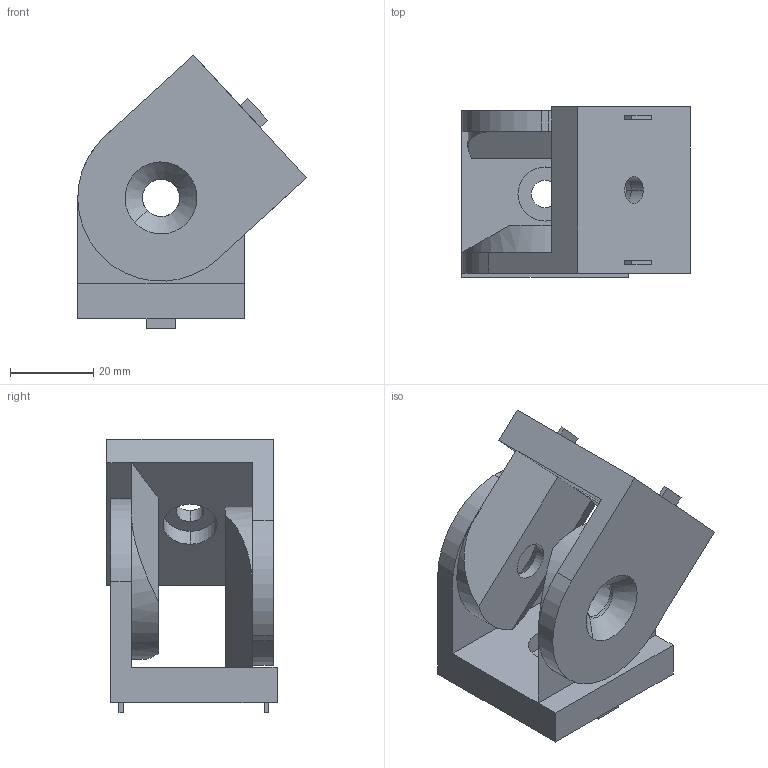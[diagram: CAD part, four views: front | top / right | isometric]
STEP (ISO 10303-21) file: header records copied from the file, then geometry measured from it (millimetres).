
FILE_DESCRIPTION (( 'STEP AP214' ), '1' );
FILE_NAME ('CMLTOA-M6-00.STEP', '2018-10-03T02:08:54', ( '' ), ( '' ), 'SwSTEP 2.0', 'SolidWorks 2018', '' );
FILE_SCHEMA (( 'AUTOMOTIVE_DESIGN' ));
Length unit declared in the file: millimetre
Products named in the file (2): JOIN-BRACKET; CMLTOA-M6-00
Assembly tree (2 placements, depth 2):
  CMLTOA-M6-00
    JOIN-BRACKET  x2
Bounding box: 54.9 x 40.9 x 65.84 mm (x, y, z)
Volume: 50958.5 mm3; surface area: 21823 mm2
Topology: 2 solids, 2 shells, 78 faces, 188 edges, 120 vertices
Faces by surface type: plane 48, cylinder 22, cone 8
Entity records: 1216 total; most frequent: DIRECTION 206, CARTESIAN_POINT 204, ORIENTED_EDGE 188, EDGE_CURVE 94, AXIS2_PLACEMENT_3D 70, VECTOR 66, LINE 66, VERTEX_POINT 60
